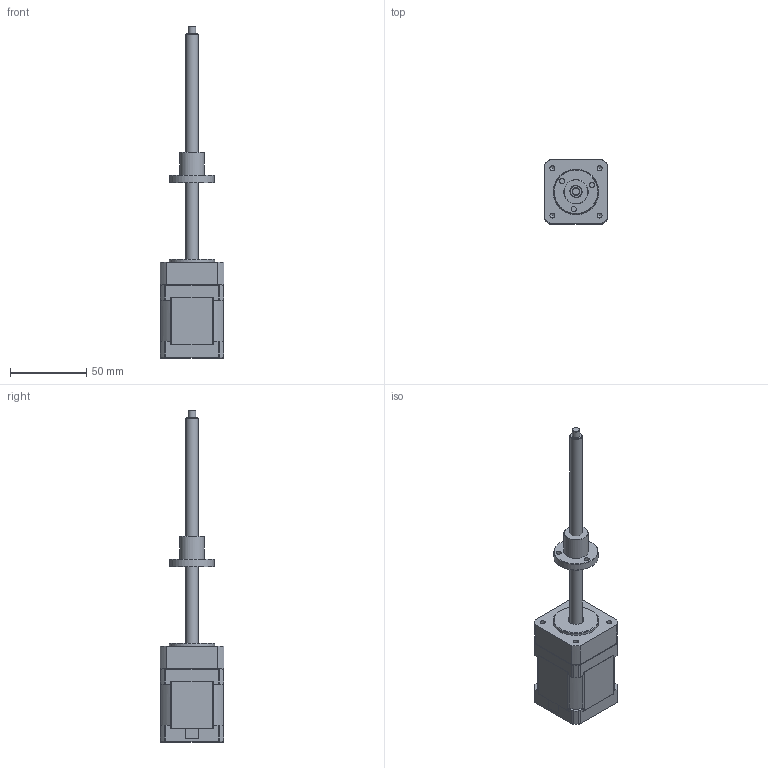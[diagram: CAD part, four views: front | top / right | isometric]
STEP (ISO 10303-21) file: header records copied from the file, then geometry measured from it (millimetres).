
FILE_DESCRIPTION( ( '' ), '1' );
FILE_NAME( 'MS545H-A-LS0805_VerA.stp', '2020-11-18T01:41:41', ( 'Dimamotor' ), ( 'Dimamotor' ), 'PSStep 17.0.49', ' ', ' ' );
FILE_SCHEMA( ( 'AUTOMOTIVE_DESIGN { 1 0 10303 214 1 1 1 1 }' ) );
Length unit declared in the file: millimetre
Products named in the file (4): Assem1; MS545H-A-LSH; PTA-0805S-600(L=150_LS566); PVA-0805-00
Assembly tree (3 placements, depth 2):
  Assem1
    MS545H-A-LSH
    PTA-0805S-600(L=150_LS566)
    PVA-0805-00
Bounding box: 42 x 42 x 218 mm (x, y, z)
Volume: 121798.5 mm3; surface area: 21238.4 mm2
Topology: 3 solids, 3 shells, 158 faces, 394 edges, 248 vertices
Faces by surface type: cylinder 67, plane 54, cone 25, torus 12
Full cylindrical faces by diameter (mm): 3.3 x4, 3.4 x3, 5 x1, 6.2 x1, 8 x1, 10.5 x2, 16 x1, 29 x1, 30 x1
Entity records: 5828 total; most frequent: DIRECTION 866, CARTESIAN_POINT 750, ORIENTED_EDGE 702, AXIS2_PLACEMENT_3D 353, EDGE_CURVE 351, VERTEX_POINT 237, EDGE_LOOP 200, CIRCLE 191
